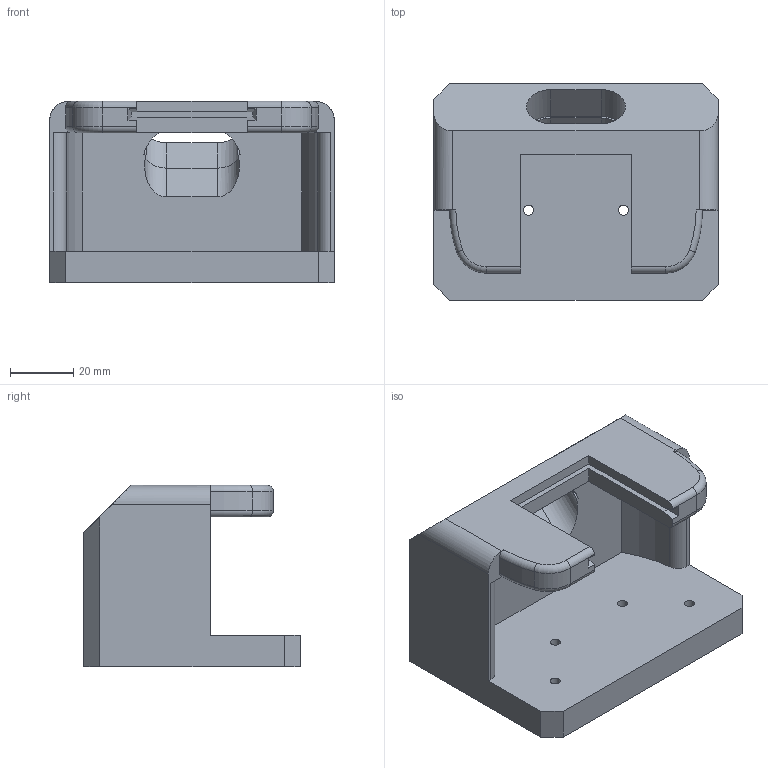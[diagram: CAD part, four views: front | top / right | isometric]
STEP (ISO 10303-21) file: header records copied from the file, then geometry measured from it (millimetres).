
FILE_DESCRIPTION(('FreeCAD Model'),'2;1');
FILE_NAME('Open CASCADE Shape Model','2025-07-07T17:31:48',(''),(''), 'Open CASCADE STEP processor 7.8','FreeCAD','Unknown');
FILE_SCHEMA(('AUTOMOTIVE_DESIGN { 1 0 10303 214 1 1 1 1 }'));
Length unit declared in the file: millimetre
Products named in the file (1): Pocket005
Bounding box: 90 x 68.5 x 57.35 mm (x, y, z)
Volume: 156561.4 mm3; surface area: 33167.2 mm2
Topology: 1 solids, 1 shells, 437 faces, 1258 edges, 836 vertices
Faces by surface type: extrusion 276, plane 129, cylinder 24, torus 8
Full cylindrical faces by diameter (mm): 3.2 x4
Entity records: 15848 total; most frequent: CARTESIAN_POINT 5386, ORIENTED_EDGE 2516, DIRECTION 1360, EDGE_CURVE 1258, VECTOR 912, VERTEX_POINT 836, B_SPLINE_CURVE_WITH_KNOTS 836, LINE 636
